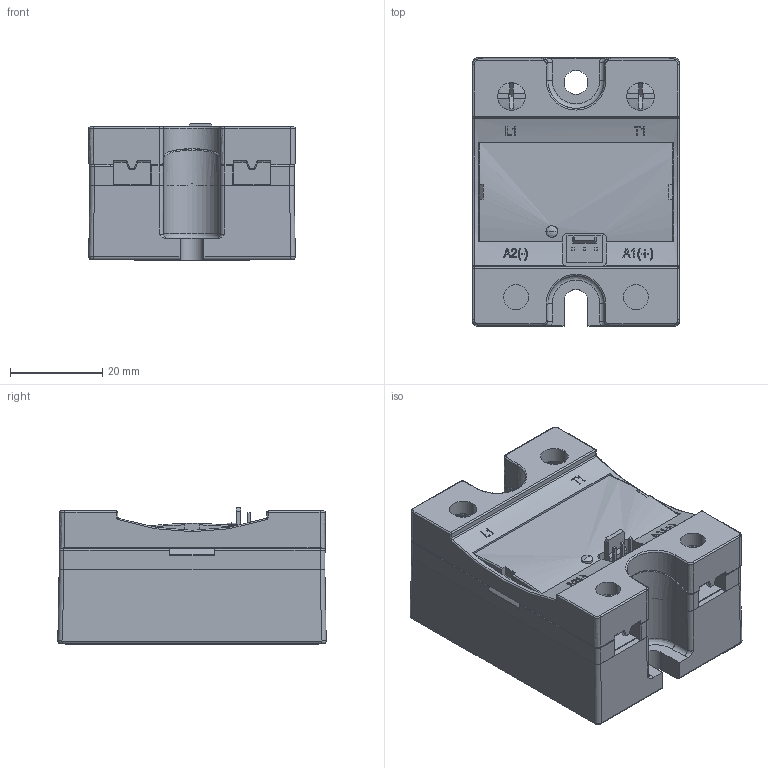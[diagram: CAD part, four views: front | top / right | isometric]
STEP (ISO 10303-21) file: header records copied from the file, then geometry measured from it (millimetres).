
FILE_DESCRIPTION((''),'2;1');
FILE_NAME('CGI1453-01.stp','2019-01-22T14:12:55',(''),(''),'Mechanical Desktop 2011','Mechanical Desktop 2011',', , ');
FILE_SCHEMA(('AUTOMOTIVE_DESIGN { 1 2 10303 214 1 1 1 1 }'));
Length unit declared in the file: millimetre
Products named in the file (2): Product; CGI1453-00
Bounding box: 44.8 x 58.18 x 29.6 mm (x, y, z)
Volume: 59786 mm3; surface area: 15464.7 mm2
Topology: 1 solids, 4 shells, 873 faces, 2424 edges, 1574 vertices
Faces by surface type: plane 447, bspline 279, cylinder 109, torus 17, sphere 15, cone 6
Entity records: 32214 total; most frequent: CARTESIAN_POINT 10291, ORIENTED_EDGE 4840, DIRECTION 4306, EDGE_CURVE 2420, VERTEX_POINT 1574, AXIS2_PLACEMENT_3D 1437, VECTOR 1432, LINE 1432
